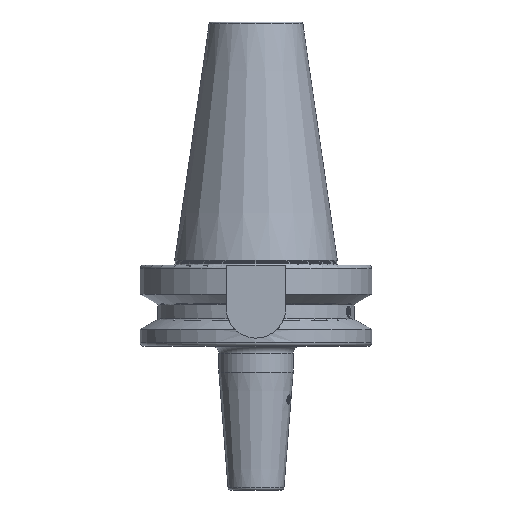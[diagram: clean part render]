
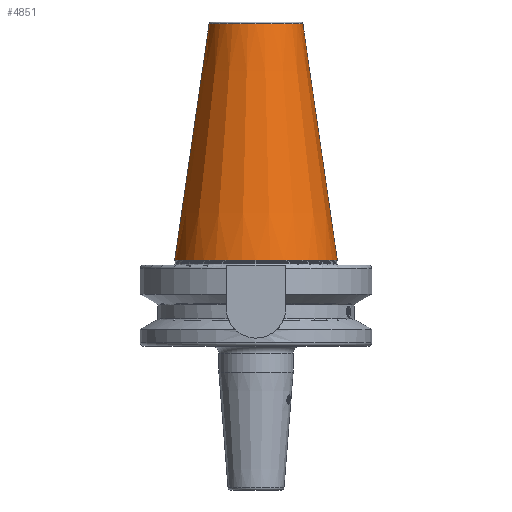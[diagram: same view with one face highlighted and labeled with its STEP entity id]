
A CAD part, left-side view. The second image highlights one B-rep face of the part: STEP entity #4851.
In plain terms, the highlighted conical face has half-angle 8.297 degrees and reference radius 27.637 mm.
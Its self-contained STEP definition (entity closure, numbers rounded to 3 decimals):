
#967=CARTESIAN_POINT('',(0,0,138.944));
#968=DIRECTION('',(0,0,1));
#969=DIRECTION('',(0,1,0));
#970=AXIS2_PLACEMENT_3D('',#967,#968,#969);
#972=DIRECTION('',(0.,0.144,0.99));
#973=VECTOR('',#972,103.023);
#974=CARTESIAN_POINT('',(0,-35.071,37));
#975=LINE('',#974,#973);
#976=CARTESIAN_POINT('',(0,0,37));
#977=DIRECTION('',(0,0,1));
#978=DIRECTION('',(0,1,0));
#979=AXIS2_PLACEMENT_3D('',#976,#977,#978);
#981=DIRECTION('',(0.,-0.144,0.99));
#982=VECTOR('',#981,103.023);
#983=CARTESIAN_POINT('',(0,35.071,37));
#984=LINE('',#983,#982);
#3342=CARTESIAN_POINT('',(0,35.071,37));
#3344=VERTEX_POINT('',#3342);
#3358=CARTESIAN_POINT('',(0,-35.071,37));
#3360=VERTEX_POINT('',#3358);
#3385=CARTESIAN_POINT('',(0,20.204,138.944));
#3386=CARTESIAN_POINT('',(0,-20.204,138.944));
#3387=VERTEX_POINT('',#3385);
#3388=VERTEX_POINT('',#3386);
#4837=CARTESIAN_POINT('',(0,0,87.972));
#4838=DIRECTION('',(0,0,-1));
#4839=DIRECTION('',(0,-1,0));
#4840=AXIS2_PLACEMENT_3D('',#4837,#4838,#4839);
#4841=CONICAL_SURFACE('',#4840,27.637,8.297);
#4843=ORIENTED_EDGE('',*,*,#4842,.T.);
#4845=ORIENTED_EDGE('',*,*,#4844,.F.);
#4846=ORIENTED_EDGE('',*,*,#4830,.F.);
#4848=ORIENTED_EDGE('',*,*,#4847,.T.);
#4849=EDGE_LOOP('',(#4843,#4845,#4846,#4848));
#4850=FACE_OUTER_BOUND('',#4849,.F.);
#4851=ADVANCED_FACE('',(#4850),#4841,.T.);
#971=CIRCLE('',#970,20.204);
#980=CIRCLE('',#979,35.071);
#4830=EDGE_CURVE('',#3344,#3360,#980,.T.);
#4842=EDGE_CURVE('',#3387,#3388,#971,.T.);
#4844=EDGE_CURVE('',#3360,#3388,#975,.T.);
#4847=EDGE_CURVE('',#3344,#3387,#984,.T.);
